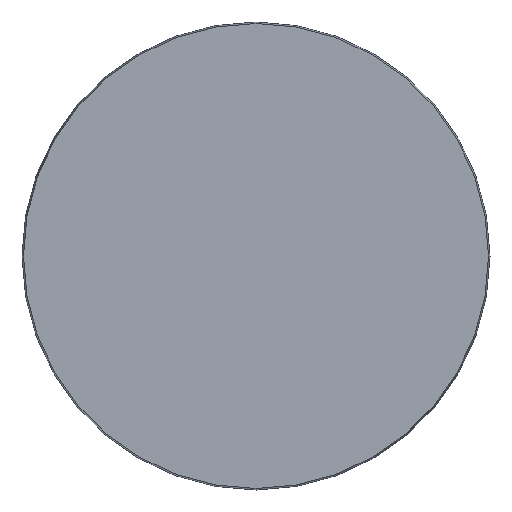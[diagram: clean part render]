
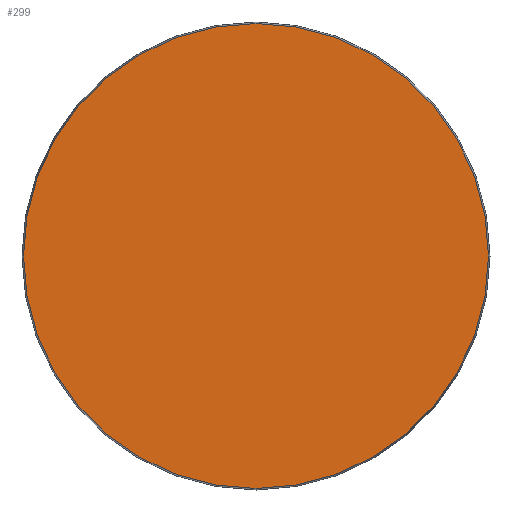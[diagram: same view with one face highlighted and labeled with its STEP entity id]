
A CAD part, front view. The second image highlights one B-rep face of the part: STEP entity #299.
In plain terms, the highlighted planar face has unit normal (0, -1, 0).
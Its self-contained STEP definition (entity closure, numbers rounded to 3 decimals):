
#5 = VERTEX_POINT ( 'NONE', #537 ) ;
#86 = DIRECTION ( 'NONE',  ( 0., 0., 1. ) ) ;
#136 = DIRECTION ( 'NONE',  ( 0., -1., 0. ) ) ;
#204 = DIRECTION ( 'NONE',  ( 0., 1., 0. ) ) ;
#299 = ADVANCED_FACE ( 'NONE', ( #614 ), #367, .F. ) ;
#307 = EDGE_CURVE ( 'NONE', #5, #5, #462, .T. ) ;
#314 = CARTESIAN_POINT ( 'NONE',  ( -88.425, 0., 0. ) ) ;
#320 = AXIS2_PLACEMENT_3D ( 'NONE', #314, #204, #86 ) ;
#367 = PLANE ( 'NONE',  #320 ) ;
#388 = AXIS2_PLACEMENT_3D ( 'NONE', #420, #136, #669 ) ;
#420 = CARTESIAN_POINT ( 'NONE',  ( 0., 0., 0. ) ) ;
#462 = CIRCLE ( 'NONE', #388, 88.425 ) ;
#537 = CARTESIAN_POINT ( 'NONE',  ( 0., 0., -88.425 ) ) ;
#585 = EDGE_LOOP ( 'NONE', ( #618 ) ) ;
#614 = FACE_OUTER_BOUND ( 'NONE', #585, .T. ) ;
#618 = ORIENTED_EDGE ( 'NONE', *, *, #307, .T. ) ;
#669 = DIRECTION ( 'NONE',  ( 0., 0., -1. ) ) ;
